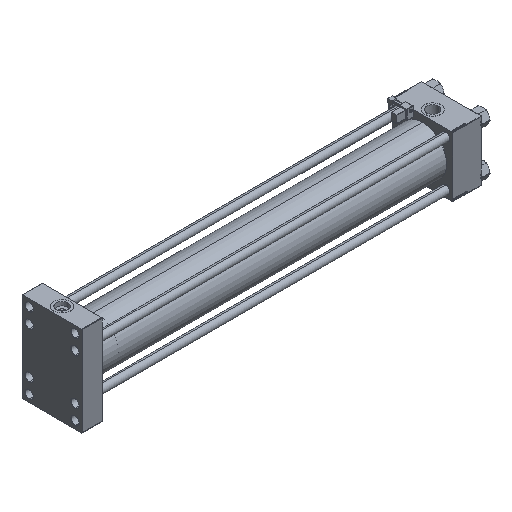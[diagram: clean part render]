
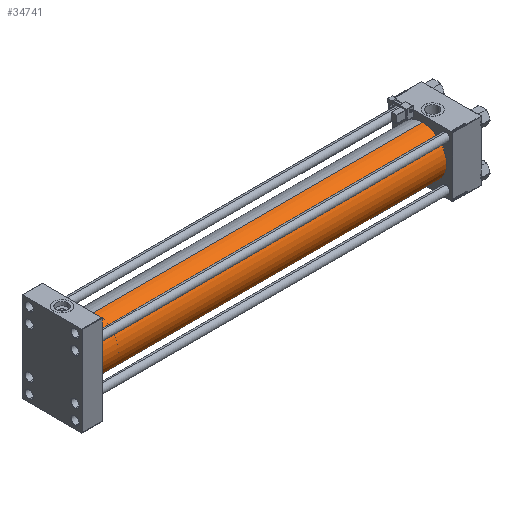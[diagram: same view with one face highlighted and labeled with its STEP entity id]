
A CAD part, isometric view. The second image highlights one B-rep face of the part: STEP entity #34741.
In plain terms, the highlighted cylindrical face has radius 65.5 mm (diameter 131 mm), a partial arc.
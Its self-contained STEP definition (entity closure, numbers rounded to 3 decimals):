
#146 = CARTESIAN_POINT ( 'NONE',  ( 1019., 0., 0. ) ) ;
#409 = DIRECTION ( 'NONE',  ( 0., 0., 1. ) ) ;
#6227 = CARTESIAN_POINT ( 'NONE',  ( 1019., 0., -65.5 ) ) ;
#6894 = DIRECTION ( 'NONE',  ( 0., 0., -1. ) ) ;
#8592 = ORIENTED_EDGE ( 'NONE', *, *, #41381, .T. ) ;
#10047 = AXIS2_PLACEMENT_3D ( 'NONE', #146, #40925, #409 ) ;
#10503 = CARTESIAN_POINT ( 'NONE',  ( 1019., 0., -65.5 ) ) ;
#10861 = CARTESIAN_POINT ( 'NONE',  ( 1019., 0., 65.5 ) ) ;
#13124 = DIRECTION ( 'NONE',  ( -1., 0., 0. ) ) ;
#13351 = EDGE_LOOP ( 'NONE', ( #52212, #15260, #51287, #8592 ) ) ;
#13418 = DIRECTION ( 'NONE',  ( 1., 0., 0. ) ) ;
#14612 = VERTEX_POINT ( 'NONE', #27919 ) ;
#15005 = LINE ( 'NONE', #10503, #20559 ) ;
#15260 = ORIENTED_EDGE ( 'NONE', *, *, #23247, .F. ) ;
#20559 = VECTOR ( 'NONE', #51558, 1000. ) ;
#22714 = CARTESIAN_POINT ( 'NONE',  ( 55., 0., 0. ) ) ;
#22979 = DIRECTION ( 'NONE',  ( 0., 0., 1. ) ) ;
#23247 = EDGE_CURVE ( 'NONE', #39930, #29544, #26764, .T. ) ;
#24653 = FACE_OUTER_BOUND ( 'NONE', #13351, .T. ) ;
#26764 = CIRCLE ( 'NONE', #34463, 65.5 ) ;
#27163 = DIRECTION ( 'NONE',  ( 1., 0., 0. ) ) ;
#27919 = CARTESIAN_POINT ( 'NONE',  ( 55., 0., -65.5 ) ) ;
#29544 = VERTEX_POINT ( 'NONE', #6227 ) ;
#34463 = AXIS2_PLACEMENT_3D ( 'NONE', #35173, #27163, #6894 ) ;
#34741 = ADVANCED_FACE ( 'NONE', ( #24653 ), #40142, .T. ) ;
#34972 = CIRCLE ( 'NONE', #37512, 65.5 ) ;
#35173 = CARTESIAN_POINT ( 'NONE',  ( 1019., 0., 0. ) ) ;
#37505 = CARTESIAN_POINT ( 'NONE',  ( 55., 0., 65.5 ) ) ;
#37512 = AXIS2_PLACEMENT_3D ( 'NONE', #22714, #13418, #22979 ) ;
#37593 = VECTOR ( 'NONE', #13124, 1000. ) ;
#39930 = VERTEX_POINT ( 'NONE', #10861 ) ;
#40142 = CYLINDRICAL_SURFACE ( 'NONE', #10047, 65.5 ) ;
#40925 = DIRECTION ( 'NONE',  ( -1., 0., 0. ) ) ;
#41381 = EDGE_CURVE ( 'NONE', #47002, #14612, #34972, .T. ) ;
#46185 = CARTESIAN_POINT ( 'NONE',  ( 1019., 0., 65.5 ) ) ;
#47002 = VERTEX_POINT ( 'NONE', #37505 ) ;
#49662 = LINE ( 'NONE', #46185, #37593 ) ;
#51287 = ORIENTED_EDGE ( 'NONE', *, *, #51744, .T. ) ;
#51558 = DIRECTION ( 'NONE',  ( -1., 0., 0. ) ) ;
#51642 = EDGE_CURVE ( 'NONE', #29544, #14612, #15005, .T. ) ;
#51744 = EDGE_CURVE ( 'NONE', #39930, #47002, #49662, .T. ) ;
#52212 = ORIENTED_EDGE ( 'NONE', *, *, #51642, .F. ) ;
